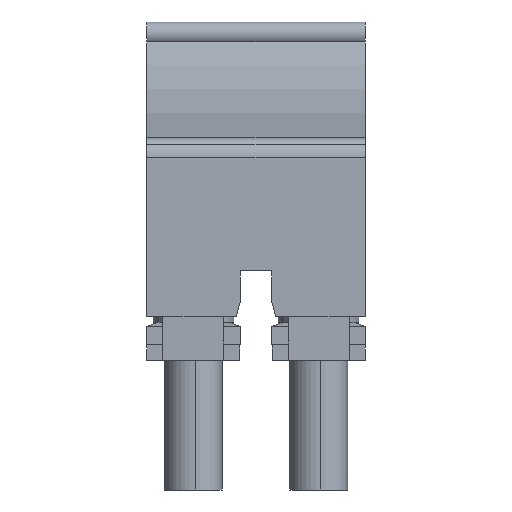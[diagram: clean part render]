
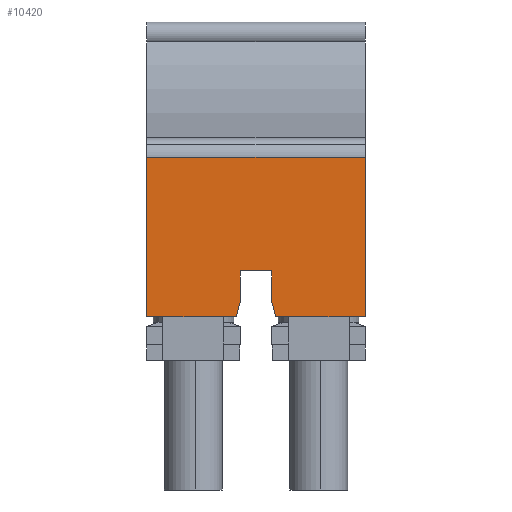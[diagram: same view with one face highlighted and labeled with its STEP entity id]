
A CAD part, front view. The second image highlights one B-rep face of the part: STEP entity #10420.
In plain terms, the highlighted face is planar.
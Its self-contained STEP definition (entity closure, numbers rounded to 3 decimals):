
#2840=CARTESIAN_POINT('',(-1.,2.856,8.175));
#2850=DIRECTION('',(0.,1.,0.));
#2860=VECTOR('',#2850,1.);
#2870=LINE('',#2840,#2860);
#2880=CARTESIAN_POINT('',(-1.,3.848,8.175));
#2890=VERTEX_POINT('',#2880);
#2900=CARTESIAN_POINT('',(-1.,5.848,8.175));
#2910=VERTEX_POINT('',#2900);
#2920=EDGE_CURVE('',#2890,#2910,#2870,.T.);
#7580=CARTESIAN_POINT('',(-1.,2.848,14.3));
#7590=VERTEX_POINT('',#7580);
#7620=CARTESIAN_POINT('',(-1.,0.,14.3));
#7630=DIRECTION('',(0.,1.,0.));
#7640=VECTOR('',#7630,1.);
#7650=LINE('',#7620,#7640);
#7660=CARTESIAN_POINT('',(-1.,13.303,14.3));
#7670=VERTEX_POINT('',#7660);
#7680=EDGE_CURVE('',#7590,#7670,#7650,.T.);
#9730=CARTESIAN_POINT('',(-1.,5.848,-0.95));
#9740=DIRECTION('',(-1.,0.,0.));
#9750=DIRECTION('',(0.,1.,0.));
#9760=AXIS2_PLACEMENT_3D('',#9730,#9740,#9750);
#9770=PLANE('',#9760);
#9780=CARTESIAN_POINT('',(-1.,2.848,0.));
#9790=DIRECTION('',(0.,0.,1.));
#9800=VECTOR('',#9790,1.);
#9810=LINE('',#9780,#9800);
#9820=CARTESIAN_POINT('',(-1.,2.848,8.443));
#9830=VERTEX_POINT('',#9820);
#9840=EDGE_CURVE('',#9830,#7590,#9810,.T.);
#9850=ORIENTED_EDGE('',*,*,#9840,.T.);
#9860=CARTESIAN_POINT('',(-1.,2.856,8.441));
#9870=DIRECTION('',(0.,0.966,-0.259));
#9880=VECTOR('',#9870,1.);
#9890=LINE('',#9860,#9880);
#9900=EDGE_CURVE('',#9830,#2890,#9890,.T.);
#9910=ORIENTED_EDGE('',*,*,#9900,.F.);
#9920=ORIENTED_EDGE('',*,*,#2920,.F.);
#9930=CARTESIAN_POINT('',(-1.,5.848,15.45));
#9940=DIRECTION('',(0.,0.,-1.));
#9950=VECTOR('',#9940,1.);
#9960=LINE('',#9930,#9950);
#9970=CARTESIAN_POINT('',(-1.,5.848,6.125));
#9980=VERTEX_POINT('',#9970);
#9990=EDGE_CURVE('',#2910,#9980,#9960,.T.);
#10000=ORIENTED_EDGE('',*,*,#9990,.F.);
#10010=CARTESIAN_POINT('',(-1.,2.856,6.125));
#10020=DIRECTION('',(0.,-1.,0.));
#10030=VECTOR('',#10020,1.);
#10040=LINE('',#10010,#10030);
#10050=CARTESIAN_POINT('',(-1.,3.848,6.125));
#10060=VERTEX_POINT('',#10050);
#10070=EDGE_CURVE('',#9980,#10060,#10040,.T.);
#10080=ORIENTED_EDGE('',*,*,#10070,.F.);
#10090=CARTESIAN_POINT('',(-1.,2.856,5.859));
#10100=DIRECTION('',(0.,-0.966,-0.259));
#10110=VECTOR('',#10100,1.);
#10120=LINE('',#10090,#10110);
#10130=CARTESIAN_POINT('',(-1.,2.848,5.857));
#10140=VERTEX_POINT('',#10130);
#10150=EDGE_CURVE('',#10060,#10140,#10120,.T.);
#10160=ORIENTED_EDGE('',*,*,#10150,.F.);
#10170=CARTESIAN_POINT('',(-1.,2.848,0.));
#10180=DIRECTION('',(0.,0.,1.));
#10190=VECTOR('',#10180,1.);
#10200=LINE('',#10170,#10190);
#10210=CARTESIAN_POINT('',(-1.,2.848,0.));
#10220=VERTEX_POINT('',#10210);
#10230=EDGE_CURVE('',#10220,#10140,#10200,.T.);
#10240=ORIENTED_EDGE('',*,*,#10230,.T.);
#10250=CARTESIAN_POINT('',(-1.,0.,0.));
#10260=DIRECTION('',(0.,1.,0.));
#10270=VECTOR('',#10260,1.);
#10280=LINE('',#10250,#10270);
#10290=CARTESIAN_POINT('',(-1.,13.303,0.));
#10300=VERTEX_POINT('',#10290);
#10310=EDGE_CURVE('',#10220,#10300,#10280,.T.);
#10320=ORIENTED_EDGE('',*,*,#10310,.F.);
#10330=CARTESIAN_POINT('',(-1.,13.303,-0.95));
#10340=DIRECTION('',(0.,0.,1.));
#10350=VECTOR('',#10340,1.);
#10360=LINE('',#10330,#10350);
#10370=EDGE_CURVE('',#10300,#7670,#10360,.T.);
#10380=ORIENTED_EDGE('',*,*,#10370,.F.);
#10390=ORIENTED_EDGE('',*,*,#7680,.T.);
#10400=EDGE_LOOP('',(#10390,#10380,#10320,#10240,#10160,#10080,#10000,
#9920,#9910,#9850));
#10410=FACE_OUTER_BOUND('',#10400,.T.);
#10420=ADVANCED_FACE('',(#10410),#9770,.T.);
